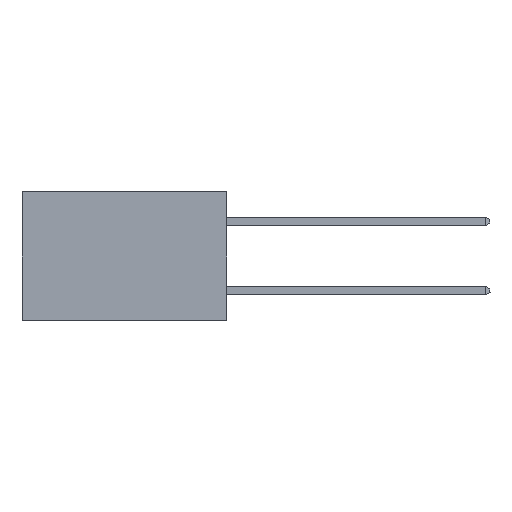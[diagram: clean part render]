
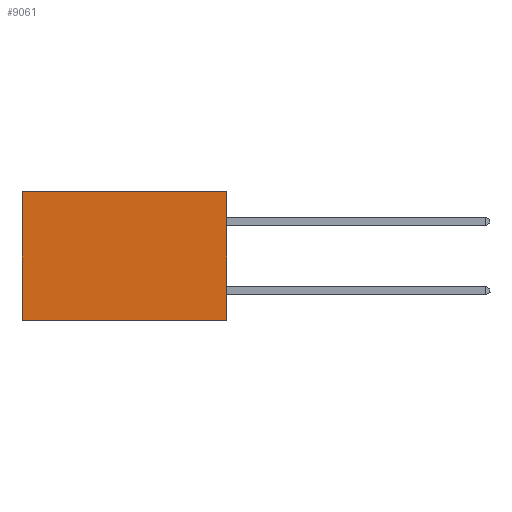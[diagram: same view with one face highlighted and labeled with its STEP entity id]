
A CAD part, left-side view. The second image highlights one B-rep face of the part: STEP entity #9061.
In plain terms, the highlighted planar face has unit normal (-1, 0, 0).
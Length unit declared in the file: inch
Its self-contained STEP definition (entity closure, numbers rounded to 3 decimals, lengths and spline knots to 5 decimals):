
#927 = CARTESIAN_POINT ( 'NONE',  ( 0.277, 0., 0. ) ) ;
#930 = LINE ( 'NONE', #22376, #5763 ) ;
#1244 = AXIS2_PLACEMENT_3D ( 'NONE', #7532, #17477, #5591 ) ;
#1639 = CARTESIAN_POINT ( 'NONE',  ( 0.277, 0., -0.37 ) ) ;
#4551 = VECTOR ( 'NONE', #7724, 39.37008 ) ;
#5569 = EDGE_CURVE ( 'NONE', #9762, #8707, #23511, .T. ) ;
#5591 = DIRECTION ( 'NONE',  ( 0., 0., -1. ) ) ;
#5749 = ORIENTED_EDGE ( 'NONE', *, *, #15644, .F. ) ;
#5763 = VECTOR ( 'NONE', #24322, 39.37008 ) ;
#7532 = CARTESIAN_POINT ( 'NONE',  ( 0.277, 0., -0.37 ) ) ;
#7724 = DIRECTION ( 'NONE',  ( 0., 1., 0. ) ) ;
#7756 = ORIENTED_EDGE ( 'NONE', *, *, #23004, .T. ) ;
#8296 = ORIENTED_EDGE ( 'NONE', *, *, #12594, .F. ) ;
#8306 = CARTESIAN_POINT ( 'NONE',  ( 0.277, 0.59, -0.37 ) ) ;
#8707 = VERTEX_POINT ( 'NONE', #8306 ) ;
#9061 = ADVANCED_FACE ( 'NONE', ( #19557 ), #15525, .F. ) ;
#9762 = VERTEX_POINT ( 'NONE', #21507 ) ;
#9887 = LINE ( 'NONE', #25251, #4551 ) ;
#10416 = EDGE_LOOP ( 'NONE', ( #20604, #8296, #5749, #7756 ) ) ;
#12594 = EDGE_CURVE ( 'NONE', #24617, #8707, #9887, .T. ) ;
#13224 = VECTOR ( 'NONE', #15830, 39.37008 ) ;
#15525 = PLANE ( 'NONE',  #1244 ) ;
#15644 = EDGE_CURVE ( 'NONE', #24420, #24617, #22325, .T. ) ;
#15830 = DIRECTION ( 'NONE',  ( 0., 0., -1. ) ) ;
#16095 = CARTESIAN_POINT ( 'NONE',  ( 0.277, 0.59, -0.37 ) ) ;
#17477 = DIRECTION ( 'NONE',  ( 1., 0., 0. ) ) ;
#17763 = DIRECTION ( 'NONE',  ( 0., 0., -1. ) ) ;
#19557 = FACE_OUTER_BOUND ( 'NONE', #10416, .T. ) ;
#20604 = ORIENTED_EDGE ( 'NONE', *, *, #5569, .T. ) ;
#21507 = CARTESIAN_POINT ( 'NONE',  ( 0.277, 0.59, 0. ) ) ;
#21712 = VECTOR ( 'NONE', #17763, 39.37008 ) ;
#22325 = LINE ( 'NONE', #25419, #21712 ) ;
#22376 = CARTESIAN_POINT ( 'NONE',  ( 0.277, 0., 0. ) ) ;
#23004 = EDGE_CURVE ( 'NONE', #24420, #9762, #930, .T. ) ;
#23511 = LINE ( 'NONE', #16095, #13224 ) ;
#24322 = DIRECTION ( 'NONE',  ( 0., 1., 0. ) ) ;
#24420 = VERTEX_POINT ( 'NONE', #927 ) ;
#24617 = VERTEX_POINT ( 'NONE', #1639 ) ;
#25251 = CARTESIAN_POINT ( 'NONE',  ( 0.277, 0., -0.37 ) ) ;
#25419 = CARTESIAN_POINT ( 'NONE',  ( 0.277, 0., -0.37 ) ) ;
